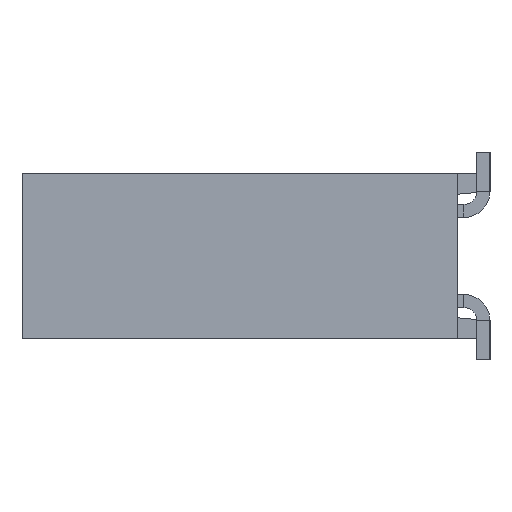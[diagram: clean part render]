
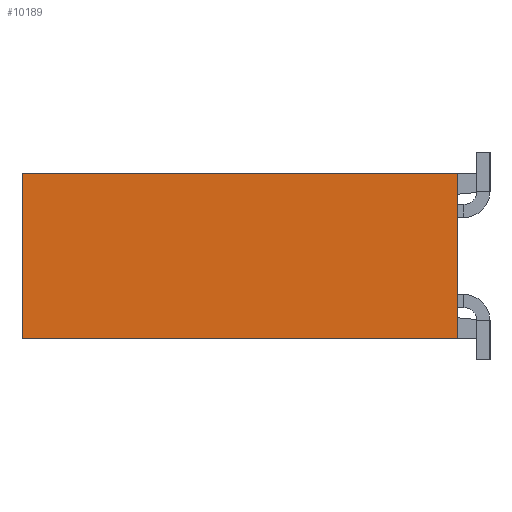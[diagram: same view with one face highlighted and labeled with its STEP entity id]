
A CAD part, left-side view. The second image highlights one B-rep face of the part: STEP entity #10189.
In plain terms, the highlighted planar face has unit normal (-1, 0, 0).
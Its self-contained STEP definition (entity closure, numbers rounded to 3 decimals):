
#1=DIRECTION('',(0.,0.,-1.));
#2=VECTOR('',#1,2.54);
#3=CARTESIAN_POINT('',(-24.09,0.,1.27));
#4=LINE('4390',#3,#2);
#321=DIRECTION('',(0.,0.,-1.));
#322=VECTOR('',#321,2.54);
#323=CARTESIAN_POINT('',(-24.09,-6.7,1.27));
#324=LINE('4660',#323,#322);
#325=DIRECTION('',(0.,-1.,0.));
#326=VECTOR('',#325,6.7);
#327=CARTESIAN_POINT('',(-24.09,0.,1.27));
#328=LINE('4814',#327,#326);
#1449=DIRECTION('',(0.,-1.,0.));
#1450=VECTOR('',#1449,6.7);
#1451=CARTESIAN_POINT('',(-24.09,0.,-1.27));
#1452=LINE('5003',#1451,#1450);
#7705=CARTESIAN_POINT('',(-24.09,0.,1.27));
#7706=CARTESIAN_POINT('',(-24.09,0.,-1.27));
#7707=VERTEX_POINT('',#7705);
#7708=VERTEX_POINT('',#7706);
#8105=CARTESIAN_POINT('',(-24.09,-6.7,1.27));
#8106=CARTESIAN_POINT('',(-24.09,-6.7,-1.27));
#8107=VERTEX_POINT('',#8105);
#8108=VERTEX_POINT('',#8106);
#10175=CARTESIAN_POINT('',(-24.09,0.,1.27));
#10176=DIRECTION('',(-1.,0.,0.));
#10177=DIRECTION('',(0.,0.,-1.));
#10178=AXIS2_PLACEMENT_3D('',#10175,#10176,#10177);
#10179=PLANE('3577',#10178);
#10181=ORIENTED_EDGE('4660',*,*,#10180,.T.);
#10183=ORIENTED_EDGE('5003',*,*,#10182,.F.);
#10184=ORIENTED_EDGE('4390',*,*,#9974,.F.);
#10186=ORIENTED_EDGE('4814',*,*,#10185,.T.);
#10187=EDGE_LOOP('3577',(#10181,#10183,#10184,#10186));
#10188=FACE_OUTER_BOUND('3577',#10187,.F.);
#10189=ADVANCED_FACE('3577',(#10188),#10179,.T.);
#9974=EDGE_CURVE('4390',#7707,#7708,#4,.T.);
#10180=EDGE_CURVE('4660',#8107,#8108,#324,.T.);
#10182=EDGE_CURVE('5003',#7708,#8108,#1452,.T.);
#10185=EDGE_CURVE('4814',#7707,#8107,#328,.T.);
